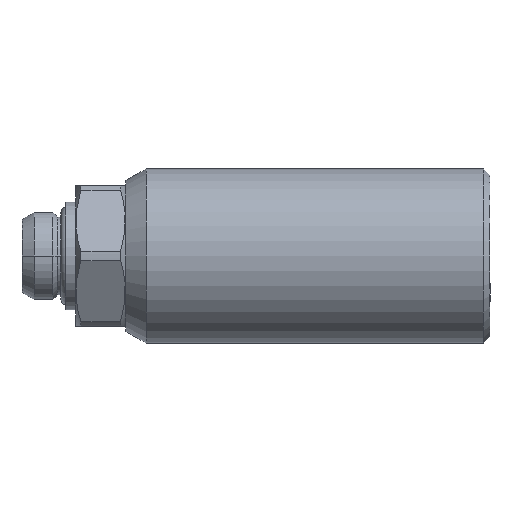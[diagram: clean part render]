
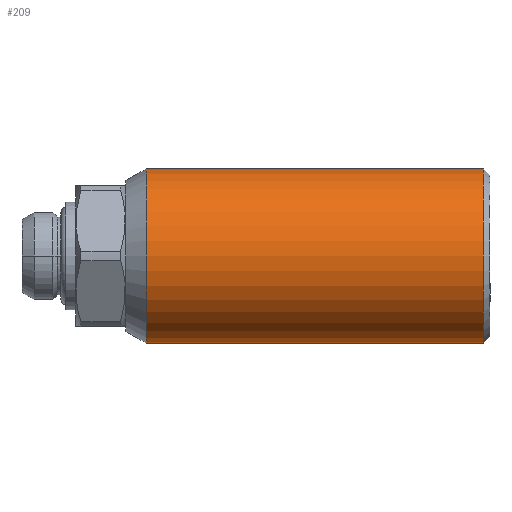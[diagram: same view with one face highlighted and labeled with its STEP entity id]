
A CAD part, front view. The second image highlights one B-rep face of the part: STEP entity #209.
In plain terms, the highlighted cylindrical face has radius 13 mm (diameter 26 mm), a partial arc.
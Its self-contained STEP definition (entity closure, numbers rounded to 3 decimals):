
#23 = AXIS2_PLACEMENT_3D ( 'NONE', #2421, #2417, #2423 ) ;
#209 = ADVANCED_FACE ( 'NONE', ( #2420 ), #2422, .T. ) ;
#326 = EDGE_CURVE ( 'NONE', #418, #444, #2926, .T. ) ;
#335 = EDGE_CURVE ( 'NONE', #412, #443, #3006, .T. ) ;
#412 = VERTEX_POINT ( 'NONE', #3248 ) ;
#418 = VERTEX_POINT ( 'NONE', #3254 ) ;
#443 = VERTEX_POINT ( 'NONE', #3279 ) ;
#444 = VERTEX_POINT ( 'NONE', #3280 ) ;
#1180 = CARTESIAN_POINT ( 'NONE',  ( 7.4, 0., 0. ) ) ;
#1181 = DIRECTION ( 'NONE',  ( -1., 0., 0. ) ) ;
#1182 = DIRECTION ( 'NONE',  ( 0., 0., 1. ) ) ;
#1482 = ORIENTED_EDGE ( 'NONE', *, *, #335, .F. ) ;
#1483 = ORIENTED_EDGE ( 'NONE', *, *, #2052, .T. ) ;
#1484 = ORIENTED_EDGE ( 'NONE', *, *, #326, .T. ) ;
#1486 = ORIENTED_EDGE ( 'NONE', *, *, #2221, .F. ) ;
#1831 = EDGE_LOOP ( 'NONE', ( #1482, #1483, #1484, #1486 ) ) ;
#2052 = EDGE_CURVE ( 'NONE', #412, #418, #4791, .T. ) ;
#2221 = EDGE_CURVE ( 'NONE', #443, #444, #4298, .T. ) ;
#2417 = DIRECTION ( 'NONE',  ( -1., 0., 0. ) ) ;
#2420 = FACE_OUTER_BOUND ( 'NONE', #1831, .T. ) ;
#2421 = CARTESIAN_POINT ( 'NONE',  ( -48.515, 0., 0. ) ) ;
#2422 = CYLINDRICAL_SURFACE ( 'NONE', #23, 13. ) ;
#2423 = DIRECTION ( 'NONE',  ( 0., 0., 1. ) ) ;
#2926 = LINE ( 'NONE', #2975, #4540 ) ;
#2975 = CARTESIAN_POINT ( 'NONE',  ( -48.515, 0., 13. ) ) ;
#2977 = DIRECTION ( 'NONE',  ( -1., 0., 0. ) ) ;
#3003 = CARTESIAN_POINT ( 'NONE',  ( -48.515, 0., -13. ) ) ;
#3006 = LINE ( 'NONE', #3003, #4488 ) ;
#3012 = DIRECTION ( 'NONE',  ( -1., 0., 0. ) ) ;
#3248 = CARTESIAN_POINT ( 'NONE',  ( 7.4, 0., -13. ) ) ;
#3254 = CARTESIAN_POINT ( 'NONE',  ( 7.4, 0., 13. ) ) ;
#3279 = CARTESIAN_POINT ( 'NONE',  ( -42.969, 0., -13. ) ) ;
#3280 = CARTESIAN_POINT ( 'NONE',  ( -42.969, 0., 13. ) ) ;
#4018 = CARTESIAN_POINT ( 'NONE',  ( -42.969, 0., 0. ) ) ;
#4019 = DIRECTION ( 'NONE',  ( -1., 0., 0. ) ) ;
#4020 = DIRECTION ( 'NONE',  ( 0., 0., 1. ) ) ;
#4298 = CIRCLE ( 'NONE', #4330, 13. ) ;
#4330 = AXIS2_PLACEMENT_3D ( 'NONE', #4018, #4019, #4020 ) ;
#4488 = VECTOR ( 'NONE', #3012, 1000. ) ;
#4540 = VECTOR ( 'NONE', #2977, 1000. ) ;
#4791 = CIRCLE ( 'NONE', #4809, 13. ) ;
#4809 = AXIS2_PLACEMENT_3D ( 'NONE', #1180, #1181, #1182 ) ;
